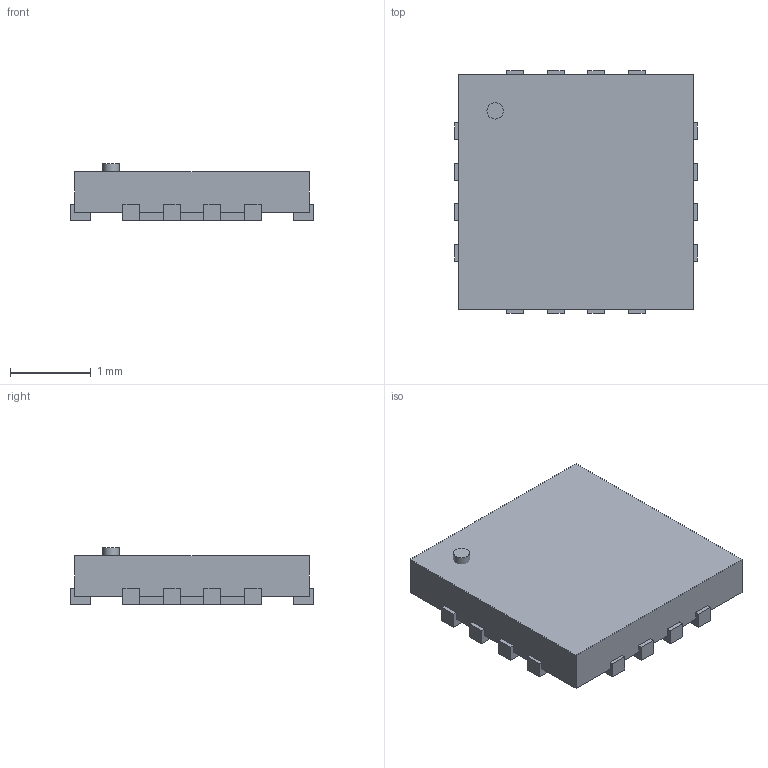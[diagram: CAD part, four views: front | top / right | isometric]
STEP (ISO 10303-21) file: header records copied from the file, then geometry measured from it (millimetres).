
FILE_DESCRIPTION(/* description */ ('model of QFN-16-1EP_3x3mm_P0.5mm_EP1.7x1.7mm'),/* implementation_level */ '2;1');
FILE_NAME(/* name */ 'QFN-16-1EP_3x3mm_P0.5mm_EP1.7x1.7mm.step',/* time_stamp */ '2022-11-23T01:41:08',/* author */ ('KiCAD','kicad'),/* organization */ ('OCCT'),/* preprocessor_version */ '',/* originating_system */ 'KiCAD',/* authorisation */ '');
FILE_SCHEMA(('AUTOMOTIVE_DESIGN { 1 0 10303 214 1 1 1 1 }'));
Length unit declared in the file: millimetre
Products named in the file (9): CQ assembly; f51c0c4b-6b12-11ed-8bbb-001a7dda7113; f51c0c4b-6b12-11ed-8bbb-001a7dda7113_part; f51c0c4c-6b12-11ed-b4d8-001a7dda7113; f51c0c4c-6b12-11ed-b4d8-001a7dda7113_part; f51c0c4d-6b12-11ed-a389-001a7dda7113; f51c0c4d-6b12-11ed-a389-001a7dda7113_part; f51c0c4e-6b12-11ed-95bd-001a7dda7113; f51c0c4e-6b12-11ed-95bd-001a7dda7113_part
Assembly tree (8 placements, depth 4):
  CQ assembly
    f51c0c4b-6b12-11ed-8bbb-001a7dda7113
      f51c0c4b-6b12-11ed-8bbb-001a7dda7113_part
      f51c0c4c-6b12-11ed-b4d8-001a7dda7113
        f51c0c4c-6b12-11ed-b4d8-001a7dda7113_part
      f51c0c4d-6b12-11ed-a389-001a7dda7113
        f51c0c4d-6b12-11ed-a389-001a7dda7113_part
      f51c0c4e-6b12-11ed-95bd-001a7dda7113
        f51c0c4e-6b12-11ed-95bd-001a7dda7113_part
Bounding box: 3 x 3 x 0.7 mm (x, y, z)
Volume: 4.6 mm3; surface area: 35.1 mm2
Topology: 19 solids, 19 shells, 182 faces, 429 edges, 286 vertices
Faces by surface type: plane 181, cylinder 1
Full cylindrical faces by diameter (mm): 0.2 x1
Entity records: 5372 total; most frequent: CARTESIAN_POINT 906, ORIENTED_EDGE 858, DIRECTION 813, EDGE_CURVE 429, LINE 427, VECTOR 427, VERTEX_POINT 286, AXIS2_PLACEMENT_3D 193
